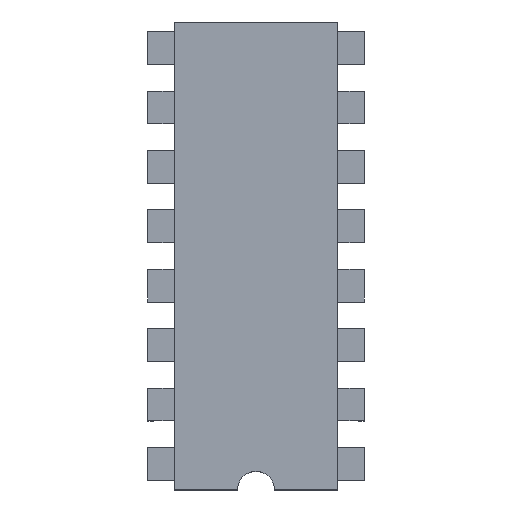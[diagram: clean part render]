
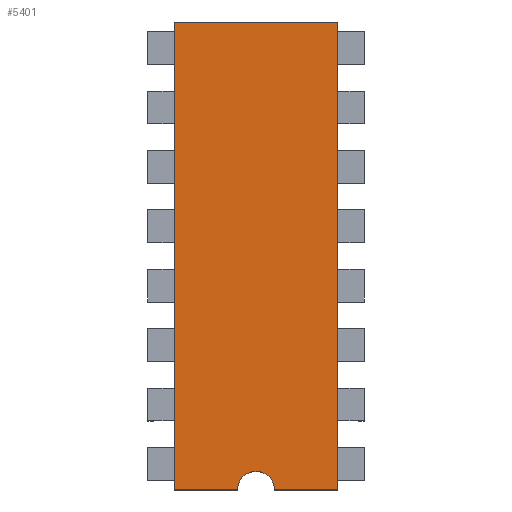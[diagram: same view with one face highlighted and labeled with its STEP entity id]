
A CAD part, top view. The second image highlights one B-rep face of the part: STEP entity #5401.
In plain terms, the highlighted planar face has unit normal (0, 0, 1).
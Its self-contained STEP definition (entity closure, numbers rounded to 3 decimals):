
#5345=CARTESIAN_POINT('POINT321',(2.645,-9.445,3.));
#5346=VERTEX_POINT('VERTEX321',#5345);
#5347=CARTESIAN_POINT('POINT322',(4.,-9.445,3.));
#5348=VERTEX_POINT('VERTEX322',#5347);
#5349=CARTESIAN_POINT('POS657',(2.645,-9.445,3.));
#5350=DIRECTION('DIR833',(1.,0.,0.));
#5351=VECTOR('VEC481',#5350,1.);
#5352=LINE('STRAIGHT481',#5349,#5351);
#5353=EDGE_CURVE('EDGE481',#5346,#5348,#5352,.T.);
#5354=ORIENTED_EDGE('COEDGE897',*,*,#5353,.T.);
#5355=CARTESIAN_POINT('POINT323',(4.,0.555,3.));
#5356=VERTEX_POINT('VERTEX323',#5355);
#5357=CARTESIAN_POINT('POS658',(4.,-9.445,3.));
#5358=DIRECTION('DIR834',(0.,1.,0.));
#5359=VECTOR('VEC482',#5358,1.);
#5360=LINE('STRAIGHT482',#5357,#5359);
#5361=EDGE_CURVE('EDGE482',#5348,#5356,#5360,.T.);
#5362=ORIENTED_EDGE('COEDGE898',*,*,#5361,.T.);
#5363=CARTESIAN_POINT('POINT324',(0.5,0.555,3.));
#5364=VERTEX_POINT('VERTEX324',#5363);
#5365=CARTESIAN_POINT('POS659',(4.,0.555,3.));
#5366=DIRECTION('DIR835',(-1.,0.,0.));
#5367=VECTOR('VEC483',#5366,1.);
#5368=LINE('STRAIGHT483',#5365,#5367);
#5369=EDGE_CURVE('EDGE483',#5356,#5364,#5368,.T.);
#5370=ORIENTED_EDGE('COEDGE899',*,*,#5369,.T.);
#5371=CARTESIAN_POINT('POINT325',(0.5,-9.445,3.));
#5372=VERTEX_POINT('VERTEX325',#5371);
#5373=CARTESIAN_POINT('POS660',(0.5,0.555,3.));
#5374=DIRECTION('DIR836',(0.,-1.,0.));
#5375=VECTOR('VEC484',#5374,1.);
#5376=LINE('STRAIGHT484',#5373,#5375);
#5377=EDGE_CURVE('EDGE484',#5364,#5372,#5376,.T.);
#5378=ORIENTED_EDGE('COEDGE900',*,*,#5377,.T.);
#5379=CARTESIAN_POINT('POINT326',(1.855,-9.445,3.));
#5380=VERTEX_POINT('VERTEX326',#5379);
#5381=CARTESIAN_POINT('POS661',(0.5,-9.445,3.));
#5382=DIRECTION('DIR837',(1.,0.,0.));
#5383=VECTOR('VEC485',#5382,1.);
#5384=LINE('STRAIGHT485',#5381,#5383);
#5385=EDGE_CURVE('EDGE485',#5372,#5380,#5384,.T.);
#5386=ORIENTED_EDGE('COEDGE901',*,*,#5385,.T.);
#5387=CARTESIAN_POINT('POS662',(2.25,-9.445,3.));
#5388=DIRECTION('DIR838',(0.,0.,1.));
#5389=DIRECTION('DIR839',(1.,0.,0.));
#5390=AXIS2_PLACEMENT_3D('AXIS177',#5387,#5388,#5389);
#5391=CIRCLE('ELLIPSE1',#5390,0.395);
#5392=EDGE_CURVE('EDGE486',#5346,#5380,#5391,.T.);
#5393=ORIENTED_EDGE('COEDGE902',*,*,#5392,.F.);
#5394=EDGE_LOOP('NONE',(#5354,#5362,#5370,#5378,#5386,#5393));
#5395=FACE_BOUND('LOOP1',#5394,.T.);
#5396=CARTESIAN_POINT('POS663',(0.,0.,3.));
#5397=DIRECTION('DIR840',(0.,0.,1.));
#5398=DIRECTION('DIR841',(1.,0.,0.));
#5399=AXIS2_PLACEMENT_3D('AXIS178',#5396,#5397,#5398);
#5400=PLANE('PLANE177',#5399);
#5401=ADVANCED_FACE('FACE177',(#5395),#5400,.T.);
